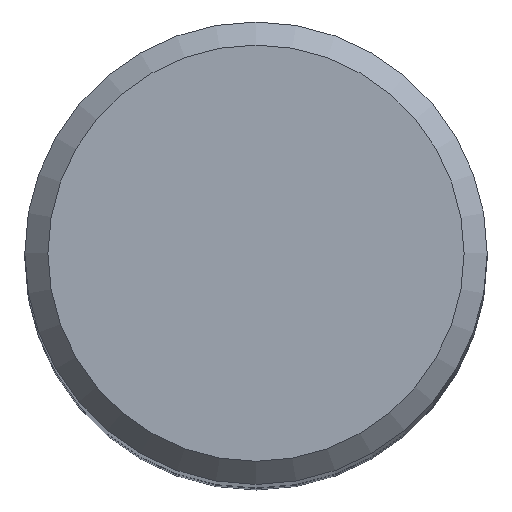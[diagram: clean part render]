
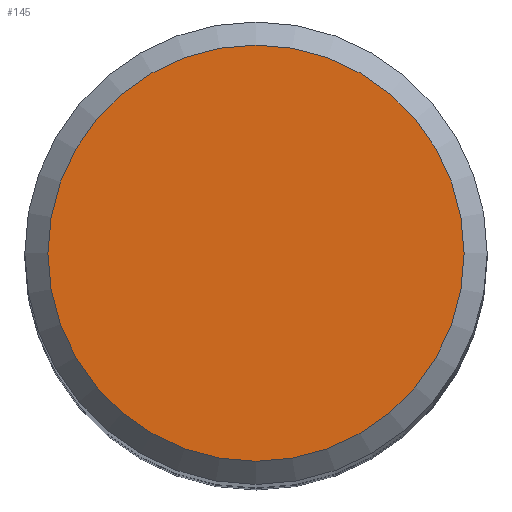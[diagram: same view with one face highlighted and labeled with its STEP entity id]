
A CAD part, top view. The second image highlights one B-rep face of the part: STEP entity #145.
In plain terms, the highlighted free-form (B-spline) face has degree [1, 1] with [2, 2] control points.
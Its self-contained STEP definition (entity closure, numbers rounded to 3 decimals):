
#111 = VERTEX_POINT('', #112);
#112 = CARTESIAN_POINT('', (-5.4, 0., 0.));
#118 = EDGE_CURVE('', #111, #111, #119, .T.);
#119 = CIRCLE('', #120, 5.4);
#120 = AXIS2_PLACEMENT_3D('', #121, #122, #123);
#121 = CARTESIAN_POINT('', (0., 0., 0.));
#122 = DIRECTION('', (0., 0., -1.));
#123 = DIRECTION('', (-1., 0., 0.));
#145 = ADVANCED_FACE('', (#146), #149, .T.);
#146 = FACE_OUTER_BOUND('', #147, .T.);
#147 = EDGE_LOOP('', (#148));
#148 = ORIENTED_EDGE('', *, *, #118, .F.);
#149 = B_SPLINE_SURFACE_WITH_KNOTS('', 1, 1, ((#150, #151), (#152, #153)), .UNSPECIFIED., .F., .F., .U., (2, 2), (2, 2), (0.045, 0.955), (0.045, 0.955), .UNSPECIFIED.);
#150 = CARTESIAN_POINT('', (5.4, -5.4, 0.));
#151 = CARTESIAN_POINT('', (-5.4, -5.4, 0.));
#152 = CARTESIAN_POINT('', (5.4, 5.4, 0.));
#153 = CARTESIAN_POINT('', (-5.4, 5.4, 0.));
